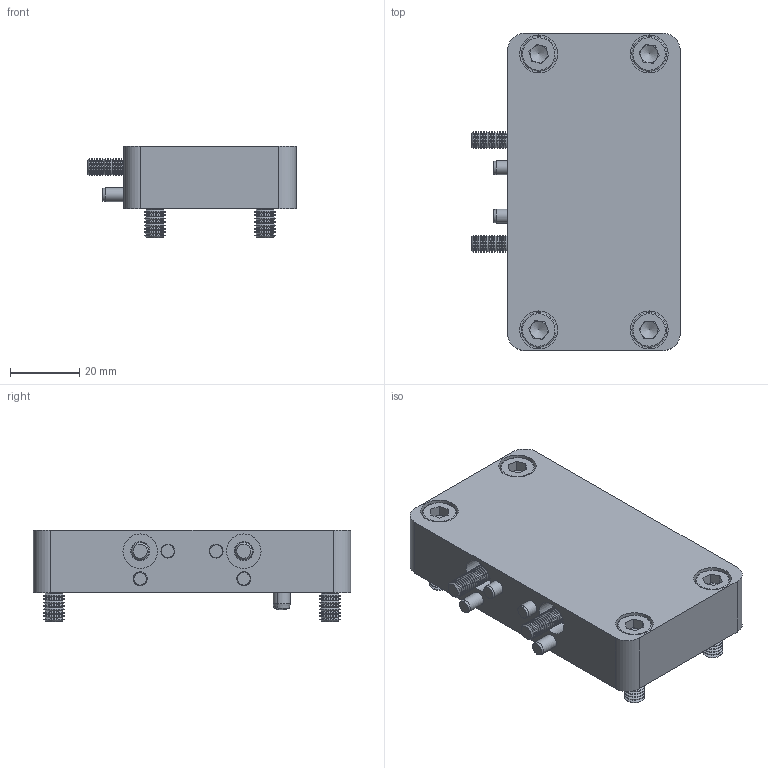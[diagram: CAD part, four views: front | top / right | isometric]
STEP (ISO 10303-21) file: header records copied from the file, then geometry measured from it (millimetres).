
FILE_DESCRIPTION (( 'STEP AP214' ), '1' );
FILE_NAME ('0186-2423_250424_GM50!51-23_DM03-37-AP.STEP', '2025-04-24T14:36:12', ( '' ), ( '' ), 'SwSTEP 2.0', 'SolidWorks 2024', '' );
FILE_SCHEMA (( 'AUTOMOTIVE_DESIGN' ));
Length unit declared in the file: millimetre
Products named in the file (6): 0186-2423_250424_GM50!51-23_DM03-37-AP; 0230-0495_zyl.-schr._i-6kt_M5x55_8.8_v-b; 0230-0441_Zyl.-Stift_4x12_STAHL-GH; 0230-0237_zyl.-schr._i-6kt_M6x20_8.8_v-b1; 0180-4016_GM50!51-23_DM03-37-AP; 0230-0846_Zyl.-Stift_5x12_STAHL-GH
Assembly tree (13 placements, depth 2):
  0186-2423_250424_GM50!51-23_DM03-37-AP
    0180-4016_GM50!51-23_DM03-37-AP
    0230-0441_Zyl.-Stift_4x12_STAHL-GH  x4
    0230-0846_Zyl.-Stift_5x12_STAHL-GH  x2
    0230-0495_zyl.-schr._i-6kt_M5x55_8.8_v-b  x2
    0230-0237_zyl.-schr._i-6kt_M6x20_8.8_v-b1  x4
Bounding box: 60.4 x 92 x 26.4 mm (x, y, z)
Volume: 78848.8 mm3; surface area: 27875.3 mm2
Topology: 13 solids, 13 shells, 602 faces, 1228 edges, 666 vertices
Faces by surface type: cone 292, cylinder 178, plane 112, torus 12, sphere 8
Full cylindrical faces by diameter (mm): 4 x8, 5 x70, 5.5 x2, 6 x72, 6.6 x4, 8.5 x2, 10 x8, 11 x4
Entity records: 5658 total; most frequent: DIRECTION 1074, CARTESIAN_POINT 842, ORIENTED_EDGE 618, AXIS2_PLACEMENT_3D 503, EDGE_LOOP 464, FACE_OUTER_BOUND 326, EDGE_CURVE 309, VERTEX_POINT 271
